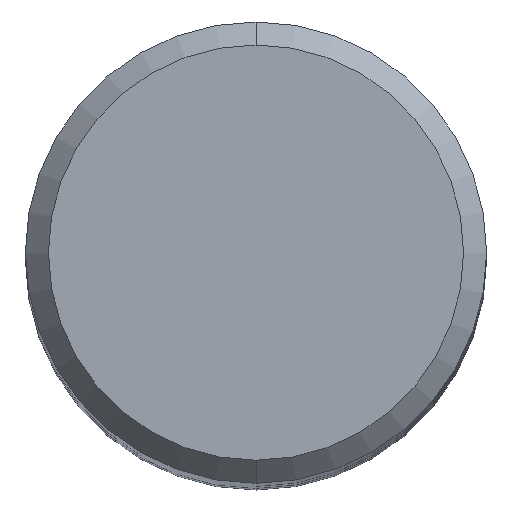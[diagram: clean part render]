
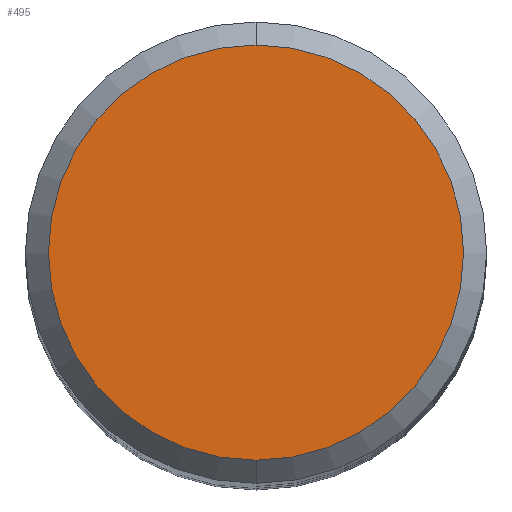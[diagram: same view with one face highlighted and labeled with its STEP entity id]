
A CAD part, top view. The second image highlights one B-rep face of the part: STEP entity #495.
In plain terms, the highlighted planar face has unit normal (0, 0, 1).
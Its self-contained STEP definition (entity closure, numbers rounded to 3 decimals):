
#217=VERTEX_POINT('',#576);
#345=EDGE_CURVE('',#537,#217,#714,.T.);
#405=EDGE_CURVE('',#217,#537,#785,.T.);
#495=ADVANCED_FACE('',(#888),#889,.T.);
#537=VERTEX_POINT('',#935);
#576=CARTESIAN_POINT('',(0.,-5.4,0.0));
#714=CIRCLE('',#1267,5.4);
#785=CIRCLE('',#1394,5.4);
#888=FACE_OUTER_BOUND('',#1642,.T.);
#889=PLANE('',#1643);
#935=CARTESIAN_POINT('',(0.0,5.4,0.0));
#1267=AXIS2_PLACEMENT_3D('',#1881,#1882,#1883);
#1394=AXIS2_PLACEMENT_3D('',#1983,#1984,#1985);
#1642=EDGE_LOOP('',(#2112,#2113));
#1643=AXIS2_PLACEMENT_3D('',#2114,#2115,#2116);
#1881=CARTESIAN_POINT('',(0.0,0.0,0.0));
#1882=DIRECTION('',(0.0,0.0,-1.0));
#1883=DIRECTION('',(0.0,1.0,0.0));
#1983=CARTESIAN_POINT('',(0.0,0.0,0.0));
#1984=DIRECTION('',(0.0,0.0,-1.0));
#1985=DIRECTION('',(0.0,1.0,0.0));
#2112=ORIENTED_EDGE('',*,*,#345,.F.);
#2113=ORIENTED_EDGE('',*,*,#405,.F.);
#2114=CARTESIAN_POINT('',(0.0,2.7,0.0));
#2115=DIRECTION('',(-0.0,0.0,1.0));
#2116=DIRECTION('',(0.0,-1.0,0.0));
